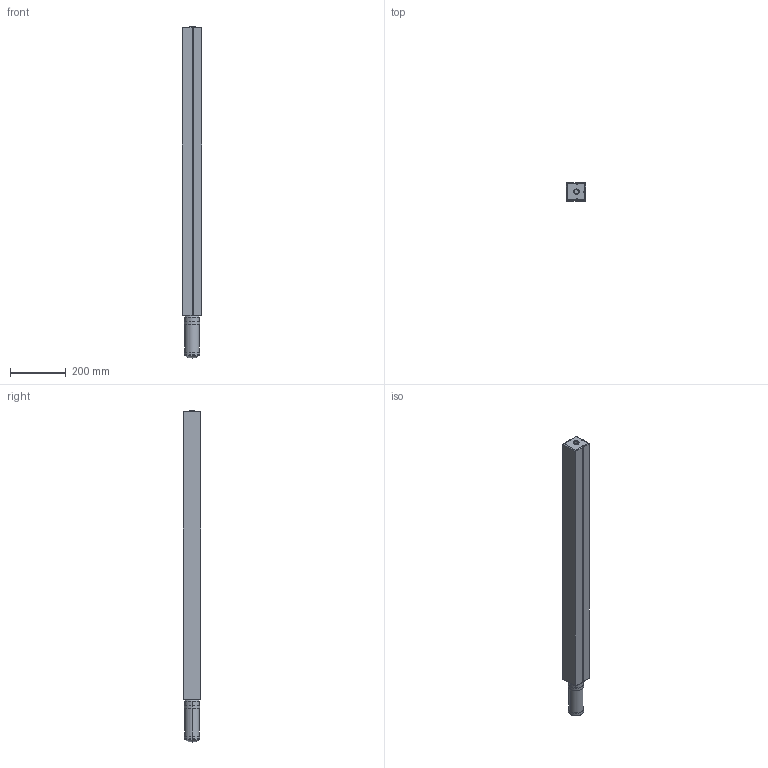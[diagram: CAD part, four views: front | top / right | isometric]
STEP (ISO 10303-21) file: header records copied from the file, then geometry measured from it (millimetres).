
FILE_DESCRIPTION((''),'2;1');
FILE_NAME('SLP10_RL_F300105A','2006-01-03T',('Pepperl+Fuchs'),('Industriehansa'),'PRO/ENGINEER BY PARAMETRIC TECHNOLOGY CORPORATION, 2005290','PRO/ENGINEER BY PARAMETRIC TECHNOLOGY CORPORATION, 2005290','');
FILE_SCHEMA(('AUTOMOTIVE_DESIGN_CC2 { 1 2 10303 214 -1 1 5 2 }'));
Length unit declared in the file: millimetre
Products named in the file (1): SLP10_RL_F300105A
Bounding box: 70 x 64 x 1191 mm (x, y, z)
Volume: 4849334 mm3; surface area: 365760.9 mm2
Topology: 1 solids, 1 shells, 83 faces, 240 edges, 192 vertices
Faces by surface type: plane 49, cylinder 30, cone 2, revolution 2
Entity records: 3751 total; most frequent: CARTESIAN_POINT 533, DIRECTION 452, ORIENTED_EDGE 416, PRESENTATION_STYLE_ASSIGNMENT 270, STYLED_ITEM 262, CURVE_STYLE 244, EDGE_CURVE 208, VECTOR 170
